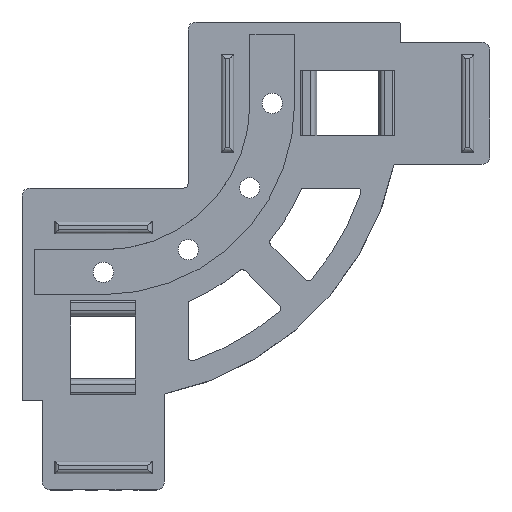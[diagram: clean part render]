
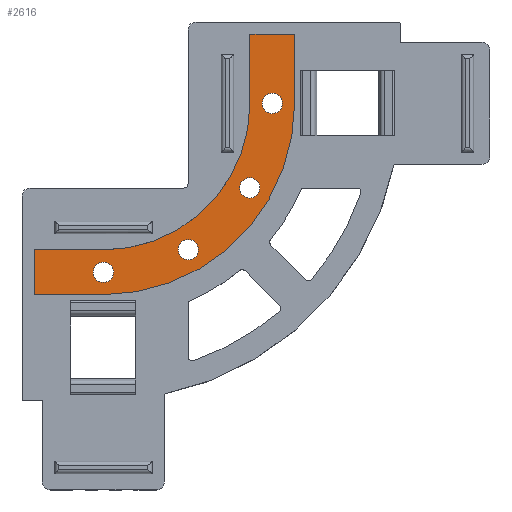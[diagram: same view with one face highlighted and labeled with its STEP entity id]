
A CAD part, top view. The second image highlights one B-rep face of the part: STEP entity #2616.
In plain terms, the highlighted planar face has unit normal (0, 0, 1).
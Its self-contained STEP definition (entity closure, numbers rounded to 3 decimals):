
#209 = CARTESIAN_POINT ( 'NONE',  ( 10.35, 10.4, -1.5 ) ) ;
#210 = DIRECTION ( 'NONE',  ( 0., 0., -1. ) ) ;
#211 = DIRECTION ( 'NONE',  ( 1., 0., 0. ) ) ;
#227 = CARTESIAN_POINT ( 'NONE',  ( 7.57, 0.025, -1.5 ) ) ;
#228 = DIRECTION ( 'NONE',  ( 0., 0., -1. ) ) ;
#229 = DIRECTION ( 'NONE',  ( 1., 0., 0. ) ) ;
#243 = CARTESIAN_POINT ( 'NONE',  ( -10.4, -10.35, -1.5 ) ) ;
#244 = DIRECTION ( 'NONE',  ( 0., 0., -1. ) ) ;
#245 = DIRECTION ( 'NONE',  ( 1., 0., 0. ) ) ;
#252 = CARTESIAN_POINT ( 'NONE',  ( 0.025, -7.57, -1.5 ) ) ;
#253 = DIRECTION ( 'NONE',  ( 0., 0., -1. ) ) ;
#254 = DIRECTION ( 'NONE',  ( 1., 0., 0. ) ) ;
#766 = EDGE_CURVE ( 'NONE', #867, #864, #4151, .T. ) ;
#768 = EDGE_CURVE ( 'NONE', #869, #866, #4154, .T. ) ;
#769 = EDGE_CURVE ( 'NONE', #865, #860, #4153, .T. ) ;
#770 = EDGE_CURVE ( 'NONE', #6245, #868, #4156, .T. ) ;
#860 = VERTEX_POINT ( 'NONE', #3557 ) ;
#864 = VERTEX_POINT ( 'NONE', #3561 ) ;
#865 = VERTEX_POINT ( 'NONE', #3562 ) ;
#866 = VERTEX_POINT ( 'NONE', #3563 ) ;
#867 = VERTEX_POINT ( 'NONE', #3564 ) ;
#868 = VERTEX_POINT ( 'NONE', #3565 ) ;
#869 = VERTEX_POINT ( 'NONE', #3566 ) ;
#943 = LINE ( 'NONE', #2499, #961 ) ;
#957 = CIRCLE ( 'NONE', #7335, 23.5 ) ;
#959 = CIRCLE ( 'NONE', #7337, 18. ) ;
#960 = LINE ( 'NONE', #2503, #963 ) ;
#961 = VECTOR ( 'NONE', #2485, 1000. ) ;
#962 = LINE ( 'NONE', #2505, #965 ) ;
#963 = VECTOR ( 'NONE', #2504, 1000. ) ;
#964 = LINE ( 'NONE', #2510, #968 ) ;
#965 = VECTOR ( 'NONE', #2507, 1000. ) ;
#966 = LINE ( 'NONE', #2509, #972 ) ;
#967 = LINE ( 'NONE', #2514, #970 ) ;
#968 = VECTOR ( 'NONE', #2506, 1000. ) ;
#970 = VECTOR ( 'NONE', #2515, 1000. ) ;
#972 = VECTOR ( 'NONE', #2516, 1000. ) ;
#1085 = CIRCLE ( 'NONE', #6037, 1.25 ) ;
#1098 = CIRCLE ( 'NONE', #6040, 1.25 ) ;
#1108 = CIRCLE ( 'NONE', #6042, 1.25 ) ;
#1116 = CIRCLE ( 'NONE', #6045, 1.25 ) ;
#2031 = CARTESIAN_POINT ( 'NONE',  ( -10.4, -7.6, -1.5 ) ) ;
#2485 = DIRECTION ( 'NONE',  ( 0., 1., 0. ) ) ;
#2499 = CARTESIAN_POINT ( 'NONE',  ( 13.1, 10.4, -1.5 ) ) ;
#2500 = CARTESIAN_POINT ( 'NONE',  ( -10.4, 10.4, -1.5 ) ) ;
#2501 = DIRECTION ( 'NONE',  ( 0., 0., 1. ) ) ;
#2502 = DIRECTION ( 'NONE',  ( 1., 0., 0. ) ) ;
#2503 = CARTESIAN_POINT ( 'NONE',  ( 13.1, 18.9, -1.5 ) ) ;
#2504 = DIRECTION ( 'NONE',  ( -1., 0., 0. ) ) ;
#2505 = CARTESIAN_POINT ( 'NONE',  ( 7.6, 10.4, -1.5 ) ) ;
#2506 = DIRECTION ( 'NONE',  ( -1., 0., 0. ) ) ;
#2507 = DIRECTION ( 'NONE',  ( 0., 1., 0. ) ) ;
#2509 = CARTESIAN_POINT ( 'NONE',  ( -10.4, -13.1, -1.5 ) ) ;
#2510 = CARTESIAN_POINT ( 'NONE',  ( -10.4, -7.6, -1.5 ) ) ;
#2511 = CARTESIAN_POINT ( 'NONE',  ( -10.4, 10.4, -1.5 ) ) ;
#2512 = DIRECTION ( 'NONE',  ( 0., 0., 1. ) ) ;
#2513 = DIRECTION ( 'NONE',  ( 1., 0., 0. ) ) ;
#2514 = CARTESIAN_POINT ( 'NONE',  ( -18.9, -13.1, -1.5 ) ) ;
#2515 = DIRECTION ( 'NONE',  ( 0., 1., 0. ) ) ;
#2516 = DIRECTION ( 'NONE',  ( -1., 0., 0. ) ) ;
#2616 = ADVANCED_FACE ( 'NONE', ( #4330, #4340, #4336, #4339, #4324 ), #3633, .T. ) ;
#2825 = EDGE_CURVE ( 'NONE', #6105, #6110, #957, .T. ) ;
#2826 = EDGE_CURVE ( 'NONE', #6110, #6096, #943, .T. ) ;
#2827 = EDGE_CURVE ( 'NONE', #6096, #6097, #960, .T. ) ;
#2828 = EDGE_CURVE ( 'NONE', #6102, #6097, #962, .T. ) ;
#2829 = EDGE_CURVE ( 'NONE', #6343, #6102, #959, .T. ) ;
#2830 = EDGE_CURVE ( 'NONE', #6343, #6098, #964, .T. ) ;
#2831 = EDGE_CURVE ( 'NONE', #6111, #6098, #967, .T. ) ;
#2832 = EDGE_CURVE ( 'NONE', #6105, #6111, #966, .T. ) ;
#2935 = EDGE_CURVE ( 'NONE', #868, #6245, #1085, .T. ) ;
#2943 = EDGE_CURVE ( 'NONE', #866, #869, #1098, .T. ) ;
#2949 = EDGE_CURVE ( 'NONE', #860, #865, #1108, .T. ) ;
#2954 = EDGE_CURVE ( 'NONE', #864, #867, #1116, .T. ) ;
#3237 = CARTESIAN_POINT ( 'NONE',  ( 13.1, 18.9, -1.5 ) ) ;
#3243 = CARTESIAN_POINT ( 'NONE',  ( -18.9, -7.6, -1.5 ) ) ;
#3245 = CARTESIAN_POINT ( 'NONE',  ( 7.6, 18.9, -1.5 ) ) ;
#3248 = CARTESIAN_POINT ( 'NONE',  ( 7.6, 10.4, -1.5 ) ) ;
#3251 = CARTESIAN_POINT ( 'NONE',  ( -10.4, -13.1, -1.5 ) ) ;
#3256 = CARTESIAN_POINT ( 'NONE',  ( 13.1, 10.4, -1.5 ) ) ;
#3257 = CARTESIAN_POINT ( 'NONE',  ( -18.9, -13.1, -1.5 ) ) ;
#3391 = CARTESIAN_POINT ( 'NONE',  ( 9.1, 10.4, -1.5 ) ) ;
#3557 = CARTESIAN_POINT ( 'NONE',  ( -9.15, -10.35, -1.5 ) ) ;
#3561 = CARTESIAN_POINT ( 'NONE',  ( 1.275, -7.57, -1.5 ) ) ;
#3562 = CARTESIAN_POINT ( 'NONE',  ( -11.65, -10.35, -1.5 ) ) ;
#3563 = CARTESIAN_POINT ( 'NONE',  ( 8.82, 0.025, -1.5 ) ) ;
#3564 = CARTESIAN_POINT ( 'NONE',  ( -1.225, -7.57, -1.5 ) ) ;
#3565 = CARTESIAN_POINT ( 'NONE',  ( 11.6, 10.4, -1.5 ) ) ;
#3566 = CARTESIAN_POINT ( 'NONE',  ( 6.32, 0.025, -1.5 ) ) ;
#3626 = DIRECTION ( 'NONE',  ( 0., 0., 1. ) ) ;
#3630 = CARTESIAN_POINT ( 'NONE',  ( -10.4, 10.4, -1.5 ) ) ;
#3633 = PLANE ( 'NONE',  #6819 ) ;
#3636 = DIRECTION ( 'NONE',  ( 1., 0., 0. ) ) ;
#4151 = CIRCLE ( 'NONE', #6794, 1.25 ) ;
#4153 = CIRCLE ( 'NONE', #6796, 1.25 ) ;
#4154 = CIRCLE ( 'NONE', #6795, 1.25 ) ;
#4156 = CIRCLE ( 'NONE', #6797, 1.25 ) ;
#4324 = FACE_BOUND ( 'NONE', #5047, .T. ) ;
#4330 = FACE_BOUND ( 'NONE', #5075, .T. ) ;
#4336 = FACE_OUTER_BOUND ( 'NONE', #5051, .T. ) ;
#4339 = FACE_BOUND ( 'NONE', #5059, .T. ) ;
#4340 = FACE_BOUND ( 'NONE', #5069, .T. ) ;
#4933 = CARTESIAN_POINT ( 'NONE',  ( 0.025, -7.57, -1.5 ) ) ;
#4934 = DIRECTION ( 'NONE',  ( 0., 0., -1. ) ) ;
#4935 = DIRECTION ( 'NONE',  ( 1., 0., 0. ) ) ;
#4937 = CARTESIAN_POINT ( 'NONE',  ( 7.57, 0.025, -1.5 ) ) ;
#4938 = DIRECTION ( 'NONE',  ( 0., 0., -1. ) ) ;
#4939 = DIRECTION ( 'NONE',  ( 1., 0., 0. ) ) ;
#4940 = CARTESIAN_POINT ( 'NONE',  ( -10.4, -10.35, -1.5 ) ) ;
#4941 = DIRECTION ( 'NONE',  ( 0., 0., -1. ) ) ;
#4942 = DIRECTION ( 'NONE',  ( 1., 0., 0. ) ) ;
#4944 = CARTESIAN_POINT ( 'NONE',  ( 10.35, 10.4, -1.5 ) ) ;
#4945 = DIRECTION ( 'NONE',  ( 0., 0., -1. ) ) ;
#4946 = DIRECTION ( 'NONE',  ( 1., 0., 0. ) ) ;
#5047 = EDGE_LOOP ( 'NONE', ( #5668, #5669 ) ) ;
#5051 = EDGE_LOOP ( 'NONE', ( #5639, #5640, #5642, #5643, #5649, #5650, #5652, #5664 ) ) ;
#5059 = EDGE_LOOP ( 'NONE', ( #5665, #5667 ) ) ;
#5069 = EDGE_LOOP ( 'NONE', ( #5625, #7347 ) ) ;
#5075 = EDGE_LOOP ( 'NONE', ( #6377, #5661 ) ) ;
#5625 = ORIENTED_EDGE ( 'NONE', *, *, #769, .T. ) ;
#5639 = ORIENTED_EDGE ( 'NONE', *, *, #2825, .T. ) ;
#5640 = ORIENTED_EDGE ( 'NONE', *, *, #2826, .T. ) ;
#5642 = ORIENTED_EDGE ( 'NONE', *, *, #2827, .T. ) ;
#5643 = ORIENTED_EDGE ( 'NONE', *, *, #2828, .F. ) ;
#5649 = ORIENTED_EDGE ( 'NONE', *, *, #2829, .F. ) ;
#5650 = ORIENTED_EDGE ( 'NONE', *, *, #2830, .T. ) ;
#5652 = ORIENTED_EDGE ( 'NONE', *, *, #2831, .F. ) ;
#5661 = ORIENTED_EDGE ( 'NONE', *, *, #2943, .T. ) ;
#5664 = ORIENTED_EDGE ( 'NONE', *, *, #2832, .F. ) ;
#5665 = ORIENTED_EDGE ( 'NONE', *, *, #766, .T. ) ;
#5667 = ORIENTED_EDGE ( 'NONE', *, *, #2954, .T. ) ;
#5668 = ORIENTED_EDGE ( 'NONE', *, *, #770, .T. ) ;
#5669 = ORIENTED_EDGE ( 'NONE', *, *, #2935, .T. ) ;
#6037 = AXIS2_PLACEMENT_3D ( 'NONE', #209, #210, #211 ) ;
#6040 = AXIS2_PLACEMENT_3D ( 'NONE', #227, #228, #229 ) ;
#6042 = AXIS2_PLACEMENT_3D ( 'NONE', #243, #244, #245 ) ;
#6045 = AXIS2_PLACEMENT_3D ( 'NONE', #252, #253, #254 ) ;
#6096 = VERTEX_POINT ( 'NONE', #3237 ) ;
#6097 = VERTEX_POINT ( 'NONE', #3245 ) ;
#6098 = VERTEX_POINT ( 'NONE', #3243 ) ;
#6102 = VERTEX_POINT ( 'NONE', #3248 ) ;
#6105 = VERTEX_POINT ( 'NONE', #3251 ) ;
#6110 = VERTEX_POINT ( 'NONE', #3256 ) ;
#6111 = VERTEX_POINT ( 'NONE', #3257 ) ;
#6245 = VERTEX_POINT ( 'NONE', #3391 ) ;
#6343 = VERTEX_POINT ( 'NONE', #2031 ) ;
#6377 = ORIENTED_EDGE ( 'NONE', *, *, #768, .T. ) ;
#6794 = AXIS2_PLACEMENT_3D ( 'NONE', #4933, #4934, #4935 ) ;
#6795 = AXIS2_PLACEMENT_3D ( 'NONE', #4937, #4938, #4939 ) ;
#6796 = AXIS2_PLACEMENT_3D ( 'NONE', #4940, #4941, #4942 ) ;
#6797 = AXIS2_PLACEMENT_3D ( 'NONE', #4944, #4945, #4946 ) ;
#6819 = AXIS2_PLACEMENT_3D ( 'NONE', #3630, #3626, #3636 ) ;
#7335 = AXIS2_PLACEMENT_3D ( 'NONE', #2500, #2501, #2502 ) ;
#7337 = AXIS2_PLACEMENT_3D ( 'NONE', #2511, #2512, #2513 ) ;
#7347 = ORIENTED_EDGE ( 'NONE', *, *, #2949, .T. ) ;
